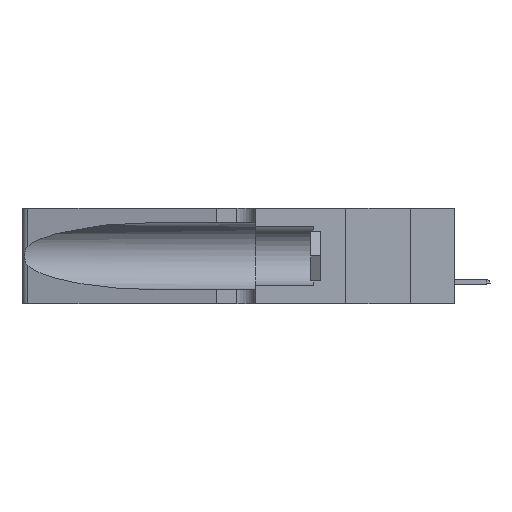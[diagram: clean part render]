
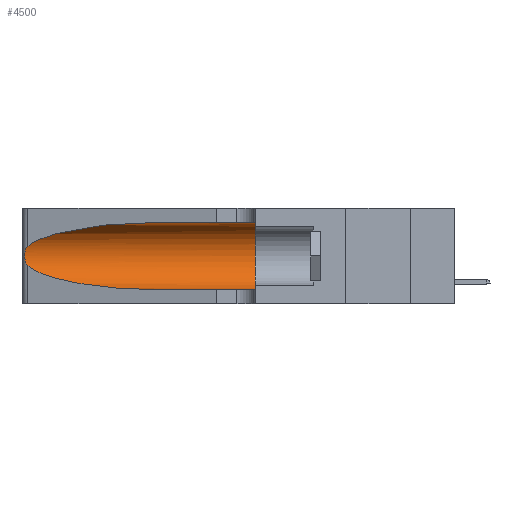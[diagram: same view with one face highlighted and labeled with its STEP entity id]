
A CAD part, left-side view. The second image highlights one B-rep face of the part: STEP entity #4500.
In plain terms, the highlighted cylindrical face has radius 3.308 mm (diameter 6.617 mm), a partial arc.
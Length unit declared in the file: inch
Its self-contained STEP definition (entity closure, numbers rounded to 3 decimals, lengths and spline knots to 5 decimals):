
#141 = CIRCLE ( 'NONE', #15461, 0.13025 ) ;
#274 = EDGE_CURVE ( 'NONE', #5559, #18643, #141, .T. ) ;
#900 = LINE ( 'NONE', #2775, #19634 ) ;
#2283 = ORIENTED_EDGE ( 'NONE', *, *, #6507, .T. ) ;
#2607 = CARTESIAN_POINT ( 'NONE',  ( 0.1305, 1.61858, 0.05475 ) ) ;
#2675 = CARTESIAN_POINT ( 'NONE',  ( 0.25487, 1.22718, 0.22369 ) ) ;
#2775 = CARTESIAN_POINT ( 'NONE',  ( 0.1305, 1.61858, 0.31525 ) ) ;
#2828 = CARTESIAN_POINT ( 'NONE',  ( 0.25487, 1.22718, 0.14631 ) ) ;
#3181 = CYLINDRICAL_SURFACE ( 'NONE', #9399, 0.13025 ) ;
#3559 = DIRECTION ( 'NONE',  ( 0., 0., 1. ) ) ;
#4078 = ORIENTED_EDGE ( 'NONE', *, *, #9740, .T. ) ;
#4415 = CARTESIAN_POINT ( 'NONE',  ( 0.25854, 1.2359, 0.20912 ) ) ;
#4500 = ADVANCED_FACE ( 'NONE', ( #11259 ), #3181, .F. ) ;
#4995 = ORIENTED_EDGE ( 'NONE', *, *, #16646, .T. ) ;
#5124 = EDGE_CURVE ( 'NONE', #8123, #5559, #900, .T. ) ;
#5372 = EDGE_LOOP ( 'NONE', ( #4995, #2283, #16450, #4078, #18519, #15586 ) ) ;
#5559 = VERTEX_POINT ( 'NONE', #8333 ) ;
#5561 = CARTESIAN_POINT ( 'NONE',  ( 0.1305, 0.72297, 0.31525 ) ) ;
#5709 = DIRECTION ( 'NONE',  ( 0., -1., 0. ) ) ;
#5822 = CARTESIAN_POINT ( 'NONE',  ( 0.25639, 1.23186, 0.15144 ) ) ;
#5829 = CARTESIAN_POINT ( 'NONE',  ( 0.25487, 1.22718, 0.22369 ) ) ;
#6043 = CARTESIAN_POINT ( 'NONE',  ( 0.1305, 0.72297, 0.05475 ) ) ;
#6076 = CARTESIAN_POINT ( 'NONE',  ( 0.1305, 0.35, 0.05475 ) ) ;
#6269 = DIRECTION ( 'NONE',  ( 0., 0., -1. ) ) ;
#6507 = EDGE_CURVE ( 'NONE', #14532, #11211, #14518, .T. ) ;
#7025 = LINE ( 'NONE', #2607, #10472 ) ;
#7338 = CARTESIAN_POINT ( 'NONE',  ( 0.26018, 1.23835, 0.19895 ) ) ;
#8123 = VERTEX_POINT ( 'NONE', #18669 ) ;
#8333 = CARTESIAN_POINT ( 'NONE',  ( 0.1305, 0.35, 0.31525 ) ) ;
#8400 = CARTESIAN_POINT ( 'NONE',  ( 0.2373, 1.15595, 0.28018 ) ) ;
#9065 =( BOUNDED_CURVE ( )  B_SPLINE_CURVE ( 3, ( #5561, #19211, #8400, #2675 ),
 .UNSPECIFIED., .F., .F. ) 
 B_SPLINE_CURVE_WITH_KNOTS ( ( 4, 4 ),
 ( 1.5708, 2.84003 ),
 .UNSPECIFIED. ) 
 CURVE ( )  GEOMETRIC_REPRESENTATION_ITEM ( )  RATIONAL_B_SPLINE_CURVE ( ( 1., 0.87, 0.87, 1. ) ) 
 REPRESENTATION_ITEM ( '' )  );
#9069 = CARTESIAN_POINT ( 'NONE',  ( 0.25555, 1.22993, 0.14849 ) ) ;
#9304 = CARTESIAN_POINT ( 'NONE',  ( 0.1305, 1.61858, 0.185 ) ) ;
#9399 = AXIS2_PLACEMENT_3D ( 'NONE', #9304, #15588, #6269 ) ;
#9740 = EDGE_CURVE ( 'NONE', #15321, #18643, #7025, .T. ) ;
#10472 = VECTOR ( 'NONE', #5709, 39.37008 ) ;
#10550 = CARTESIAN_POINT ( 'NONE',  ( 0.26075, 1.23896, 0.19203 ) ) ;
#11211 = VERTEX_POINT ( 'NONE', #14627 ) ;
#11259 = FACE_OUTER_BOUND ( 'NONE', #5372, .T. ) ;
#11804 = CARTESIAN_POINT ( 'NONE',  ( 0.18966, 0.96281, 0.05475 ) ) ;
#11939 = CARTESIAN_POINT ( 'NONE',  ( 0.26075, 1.23896, 0.178 ) ) ;
#12646 = EDGE_CURVE ( 'NONE', #11211, #15321, #17416, .T. ) ;
#13004 = CARTESIAN_POINT ( 'NONE',  ( 0.2373, 1.15595, 0.08982 ) ) ;
#13250 = CARTESIAN_POINT ( 'NONE',  ( 0.25787, 1.23484, 0.2124 ) ) ;
#13984 = DIRECTION ( 'NONE',  ( 0., 1., 0. ) ) ;
#14518 = B_SPLINE_CURVE_WITH_KNOTS ( 'NONE', 3,
 ( #18040, #19666, #14962, #13250, #4415, #7338, #10550, #11939, #16644, #19563, #16334, #5822, #9069, #2828 ),
 .UNSPECIFIED., .F., .F.,
 ( 4, 2, 2, 2, 2, 2, 4 ),
 ( 0., 0.00027, 0.00053, 0.00107, 0.0016, 0.00187, 0.00214 ),
 .UNSPECIFIED. ) ;
#14532 = VERTEX_POINT ( 'NONE', #5829 ) ;
#14627 = CARTESIAN_POINT ( 'NONE',  ( 0.25487, 1.22718, 0.14631 ) ) ;
#14962 = CARTESIAN_POINT ( 'NONE',  ( 0.25639, 1.23184, 0.21858 ) ) ;
#15321 = VERTEX_POINT ( 'NONE', #6043 ) ;
#15461 = AXIS2_PLACEMENT_3D ( 'NONE', #15793, #13984, #3559 ) ;
#15586 = ORIENTED_EDGE ( 'NONE', *, *, #5124, .F. ) ;
#15588 = DIRECTION ( 'NONE',  ( 0., -1., 0. ) ) ;
#15793 = CARTESIAN_POINT ( 'NONE',  ( 0.1305, 0.35, 0.185 ) ) ;
#16208 = CARTESIAN_POINT ( 'NONE',  ( 0.1305, 0.72297, 0.05475 ) ) ;
#16334 = CARTESIAN_POINT ( 'NONE',  ( 0.25789, 1.23486, 0.15765 ) ) ;
#16450 = ORIENTED_EDGE ( 'NONE', *, *, #12646, .T. ) ;
#16644 = CARTESIAN_POINT ( 'NONE',  ( 0.26017, 1.23833, 0.17102 ) ) ;
#16646 = EDGE_CURVE ( 'NONE', #8123, #14532, #9065, .T. ) ;
#17416 =( BOUNDED_CURVE ( )  B_SPLINE_CURVE ( 3, ( #17584, #13004, #11804, #16208 ),
 .UNSPECIFIED., .F., .F. ) 
 B_SPLINE_CURVE_WITH_KNOTS ( ( 4, 4 ),
 ( 3.44316, 4.71239 ),
 .UNSPECIFIED. ) 
 CURVE ( )  GEOMETRIC_REPRESENTATION_ITEM ( )  RATIONAL_B_SPLINE_CURVE ( ( 1., 0.87, 0.87, 1. ) ) 
 REPRESENTATION_ITEM ( '' )  );
#17584 = CARTESIAN_POINT ( 'NONE',  ( 0.25487, 1.22718, 0.14631 ) ) ;
#17680 = DIRECTION ( 'NONE',  ( 0., -1., 0. ) ) ;
#18040 = CARTESIAN_POINT ( 'NONE',  ( 0.25487, 1.22718, 0.22369 ) ) ;
#18519 = ORIENTED_EDGE ( 'NONE', *, *, #274, .F. ) ;
#18643 = VERTEX_POINT ( 'NONE', #6076 ) ;
#18669 = CARTESIAN_POINT ( 'NONE',  ( 0.1305, 0.72297, 0.31525 ) ) ;
#19211 = CARTESIAN_POINT ( 'NONE',  ( 0.18966, 0.96281, 0.31525 ) ) ;
#19563 = CARTESIAN_POINT ( 'NONE',  ( 0.25856, 1.23593, 0.16098 ) ) ;
#19634 = VECTOR ( 'NONE', #17680, 39.37008 ) ;
#19666 = CARTESIAN_POINT ( 'NONE',  ( 0.25555, 1.22994, 0.2215 ) ) ;
